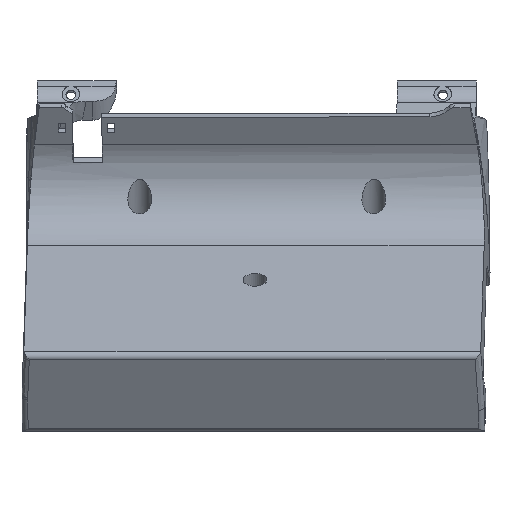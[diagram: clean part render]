
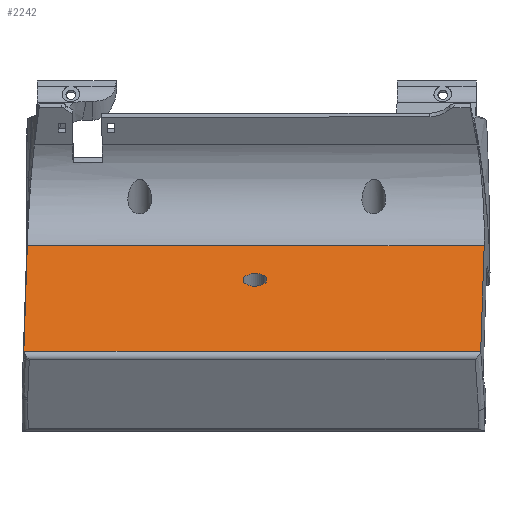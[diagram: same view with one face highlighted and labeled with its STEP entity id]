
A CAD part, top view. The second image highlights one B-rep face of the part: STEP entity #2242.
In plain terms, the highlighted planar face has unit normal (-0.011, 0.848, 0.53).
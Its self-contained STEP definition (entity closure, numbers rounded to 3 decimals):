
#172=FACE_BOUND('',#439,.T.);
#209=PLANE('',#2429);
#306=FACE_OUTER_BOUND('',#438,.T.);
#438=EDGE_LOOP('',(#1904,#1905,#1906,#1907));
#439=EDGE_LOOP('',(#1908));
#593=LINE('',#4224,#766);
#606=LINE('',#4412,#779);
#618=LINE('',#4477,#791);
#626=LINE('',#4525,#799);
#766=VECTOR('',#2782,10.);
#779=VECTOR('',#2815,10.);
#791=VECTOR('',#2853,10.);
#799=VECTOR('',#2869,10.);
#844=CIRCLE('',#2346,4.063);
#954=VERTEX_POINT('',#3493);
#1034=VERTEX_POINT('',#4185);
#1039=VERTEX_POINT('',#4209);
#1053=VERTEX_POINT('',#4411);
#1067=VERTEX_POINT('',#4476);
#1190=EDGE_CURVE('',#954,#954,#844,.T.);
#1315=EDGE_CURVE('',#1039,#1034,#593,.T.);
#1340=EDGE_CURVE('',#1053,#1034,#606,.T.);
#1362=EDGE_CURVE('',#1067,#1039,#618,.T.);
#1373=EDGE_CURVE('',#1053,#1067,#626,.T.);
#1904=ORIENTED_EDGE('',*,*,#1373,.F.);
#1905=ORIENTED_EDGE('',*,*,#1340,.T.);
#1906=ORIENTED_EDGE('',*,*,#1315,.F.);
#1907=ORIENTED_EDGE('',*,*,#1362,.F.);
#1908=ORIENTED_EDGE('',*,*,#1190,.T.);
#2242=ADVANCED_FACE('',(#306,#172),#209,.T.);
#2346=AXIS2_PLACEMENT_3D('',#3495,#2612,#2613);
#2429=AXIS2_PLACEMENT_3D('',#4547,#2870,#2871);
#2612=DIRECTION('center_axis',(0.011,-0.848,-0.53));
#2613=DIRECTION('ref_axis',(1.,0.,0.021));
#2782=DIRECTION('',(-1.,0.,-0.021));
#2815=DIRECTION('',(-0.018,-0.53,0.848));
#2853=DIRECTION('',(-0.018,-0.53,0.848));
#2869=DIRECTION('',(1.,0.,0.021));
#2870=DIRECTION('center_axis',(-0.011,0.848,0.53));
#2871=DIRECTION('ref_axis',(-1.,0.,-0.021));
#3493=CARTESIAN_POINT('',(-3.61,-19.591,-15.929));
#3495=CARTESIAN_POINT('Origin',(0.451,-19.591,-15.845));
#4185=CARTESIAN_POINT('',(-78.516,-44.062,21.697));
#4209=CARTESIAN_POINT('',(77.571,-44.062,24.926));
#4224=CARTESIAN_POINT('',(38.656,-44.062,24.121));
#4411=CARTESIAN_POINT('',(-77.319,-7.899,-36.172));
#4412=CARTESIAN_POINT('',(-76.881,5.348,-57.37));
#4476=CARTESIAN_POINT('',(78.768,-7.899,-32.944));
#4477=CARTESIAN_POINT('',(79.206,5.348,-54.141));
#4525=CARTESIAN_POINT('',(39.962,-7.899,-33.746));
#4547=CARTESIAN_POINT('Origin',(79.206,5.348,-54.141));
